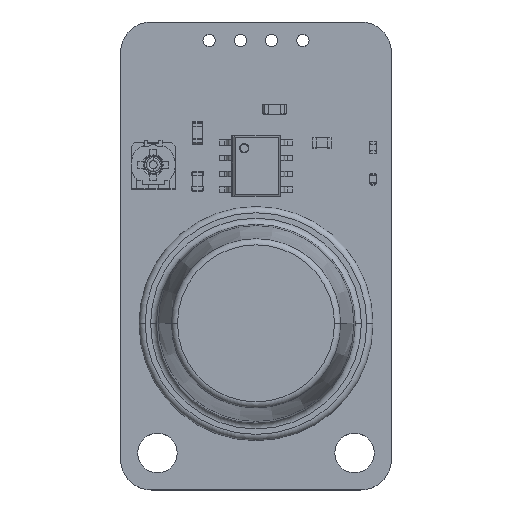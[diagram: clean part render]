
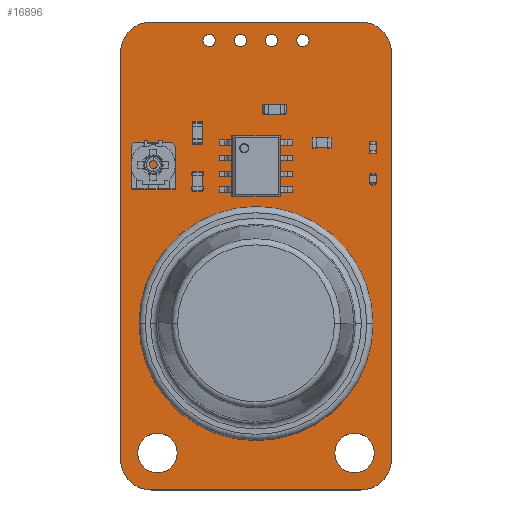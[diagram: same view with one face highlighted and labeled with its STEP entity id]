
A CAD part, top view. The second image highlights one B-rep face of the part: STEP entity #16896.
In plain terms, the highlighted planar face has unit normal (0, 0, 1).
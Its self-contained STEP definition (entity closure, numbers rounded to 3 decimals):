
#16615 = VERTEX_POINT('',#16616);
#16616 = CARTESIAN_POINT('',(19.5,38.,2.63));
#16622 = EDGE_CURVE('',#16615,#16623,#16625,.T.);
#16623 = VERTEX_POINT('',#16624);
#16624 = CARTESIAN_POINT('',(22.,35.5,2.63));
#16625 = CIRCLE('',#16626,2.5);
#16626 = AXIS2_PLACEMENT_3D('',#16627,#16628,#16629);
#16627 = CARTESIAN_POINT('',(19.5,35.5,2.63));
#16628 = DIRECTION('',(0.,0.,-1.));
#16629 = DIRECTION('',(0.,1.,0.));
#16657 = VERTEX_POINT('',#16658);
#16658 = CARTESIAN_POINT('',(2.5,38.,2.63));
#16664 = EDGE_CURVE('',#16657,#16615,#16665,.T.);
#16665 = LINE('',#16666,#16667);
#16666 = CARTESIAN_POINT('',(2.5,38.,2.63));
#16667 = VECTOR('',#16668,1.);
#16668 = DIRECTION('',(1.,0.,0.));
#16686 = EDGE_CURVE('',#16623,#16687,#16689,.T.);
#16687 = VERTEX_POINT('',#16688);
#16688 = CARTESIAN_POINT('',(22.,2.5,2.63));
#16689 = LINE('',#16690,#16691);
#16690 = CARTESIAN_POINT('',(22.,35.5,2.63));
#16691 = VECTOR('',#16692,1.);
#16692 = DIRECTION('',(0.,-1.,0.));
#16896 = ADVANCED_FACE('',(#16897,#16943,#16954,#16965,#16976,#16987,
    #16998,#17009,#17020,#17031,#17042,#17053,#17064),#17075,.T.);
#16897 = FACE_BOUND('',#16898,.T.);
#16898 = EDGE_LOOP('',(#16899,#16900,#16901,#16910,#16918,#16927,#16935,
    #16942));
#16899 = ORIENTED_EDGE('',*,*,#16622,.F.);
#16900 = ORIENTED_EDGE('',*,*,#16664,.F.);
#16901 = ORIENTED_EDGE('',*,*,#16902,.F.);
#16902 = EDGE_CURVE('',#16903,#16657,#16905,.T.);
#16903 = VERTEX_POINT('',#16904);
#16904 = CARTESIAN_POINT('',(0.,35.5,2.63));
#16905 = CIRCLE('',#16906,2.5);
#16906 = AXIS2_PLACEMENT_3D('',#16907,#16908,#16909);
#16907 = CARTESIAN_POINT('',(2.5,35.5,2.63));
#16908 = DIRECTION('',(0.,0.,-1.));
#16909 = DIRECTION('',(-1.,0.,-0.));
#16910 = ORIENTED_EDGE('',*,*,#16911,.F.);
#16911 = EDGE_CURVE('',#16912,#16903,#16914,.T.);
#16912 = VERTEX_POINT('',#16913);
#16913 = CARTESIAN_POINT('',(0.,2.5,2.63));
#16914 = LINE('',#16915,#16916);
#16915 = CARTESIAN_POINT('',(0.,2.5,2.63));
#16916 = VECTOR('',#16917,1.);
#16917 = DIRECTION('',(0.,1.,0.));
#16918 = ORIENTED_EDGE('',*,*,#16919,.F.);
#16919 = EDGE_CURVE('',#16920,#16912,#16922,.T.);
#16920 = VERTEX_POINT('',#16921);
#16921 = CARTESIAN_POINT('',(2.5,0.,2.63));
#16922 = CIRCLE('',#16923,2.5);
#16923 = AXIS2_PLACEMENT_3D('',#16924,#16925,#16926);
#16924 = CARTESIAN_POINT('',(2.5,2.5,2.63));
#16925 = DIRECTION('',(0.,0.,-1.));
#16926 = DIRECTION('',(0.,-1.,0.));
#16927 = ORIENTED_EDGE('',*,*,#16928,.F.);
#16928 = EDGE_CURVE('',#16929,#16920,#16931,.T.);
#16929 = VERTEX_POINT('',#16930);
#16930 = CARTESIAN_POINT('',(19.5,0.,2.63));
#16931 = LINE('',#16932,#16933);
#16932 = CARTESIAN_POINT('',(19.5,0.,2.63));
#16933 = VECTOR('',#16934,1.);
#16934 = DIRECTION('',(-1.,0.,0.));
#16935 = ORIENTED_EDGE('',*,*,#16936,.F.);
#16936 = EDGE_CURVE('',#16687,#16929,#16937,.T.);
#16937 = CIRCLE('',#16938,2.5);
#16938 = AXIS2_PLACEMENT_3D('',#16939,#16940,#16941);
#16939 = CARTESIAN_POINT('',(19.5,2.5,2.63));
#16940 = DIRECTION('',(0.,0.,-1.));
#16941 = DIRECTION('',(1.,0.,0.));
#16942 = ORIENTED_EDGE('',*,*,#16686,.F.);
#16943 = FACE_BOUND('',#16944,.T.);
#16944 = EDGE_LOOP('',(#16945));
#16945 = ORIENTED_EDGE('',*,*,#16946,.T.);
#16946 = EDGE_CURVE('',#16947,#16947,#16949,.T.);
#16947 = VERTEX_POINT('',#16948);
#16948 = CARTESIAN_POINT('',(3.,1.4,2.63));
#16949 = CIRCLE('',#16950,1.6);
#16950 = AXIS2_PLACEMENT_3D('',#16951,#16952,#16953);
#16951 = CARTESIAN_POINT('',(3.,3.,2.63));
#16952 = DIRECTION('',(-0.,0.,-1.));
#16953 = DIRECTION('',(-0.,-1.,0.));
#16954 = FACE_BOUND('',#16955,.T.);
#16955 = EDGE_LOOP('',(#16956));
#16956 = ORIENTED_EDGE('',*,*,#16957,.T.);
#16957 = EDGE_CURVE('',#16958,#16958,#16960,.T.);
#16958 = VERTEX_POINT('',#16959);
#16959 = CARTESIAN_POINT('',(7.641,9.541,2.63));
#16960 = CIRCLE('',#16961,0.6);
#16961 = AXIS2_PLACEMENT_3D('',#16962,#16963,#16964);
#16962 = CARTESIAN_POINT('',(7.641,10.141,2.63));
#16963 = DIRECTION('',(-0.,0.,-1.));
#16964 = DIRECTION('',(-0.,-1.,0.));
#16965 = FACE_BOUND('',#16966,.T.);
#16966 = EDGE_LOOP('',(#16967));
#16967 = ORIENTED_EDGE('',*,*,#16968,.T.);
#16968 = EDGE_CURVE('',#16969,#16969,#16971,.T.);
#16969 = VERTEX_POINT('',#16970);
#16970 = CARTESIAN_POINT('',(6.25,12.9,2.63));
#16971 = CIRCLE('',#16972,0.6);
#16972 = AXIS2_PLACEMENT_3D('',#16973,#16974,#16975);
#16973 = CARTESIAN_POINT('',(6.25,13.5,2.63));
#16974 = DIRECTION('',(-0.,0.,-1.));
#16975 = DIRECTION('',(-0.,-1.,0.));
#16976 = FACE_BOUND('',#16977,.T.);
#16977 = EDGE_LOOP('',(#16978));
#16978 = ORIENTED_EDGE('',*,*,#16979,.T.);
#16979 = EDGE_CURVE('',#16980,#16980,#16982,.T.);
#16980 = VERTEX_POINT('',#16981);
#16981 = CARTESIAN_POINT('',(7.641,16.259,2.63));
#16982 = CIRCLE('',#16983,0.6);
#16983 = AXIS2_PLACEMENT_3D('',#16984,#16985,#16986);
#16984 = CARTESIAN_POINT('',(7.641,16.859,2.63));
#16985 = DIRECTION('',(-0.,0.,-1.));
#16986 = DIRECTION('',(-0.,-1.,0.));
#16987 = FACE_BOUND('',#16988,.T.);
#16988 = EDGE_LOOP('',(#16989));
#16989 = ORIENTED_EDGE('',*,*,#16990,.T.);
#16990 = EDGE_CURVE('',#16991,#16991,#16993,.T.);
#16991 = VERTEX_POINT('',#16992);
#16992 = CARTESIAN_POINT('',(14.359,9.541,2.63));
#16993 = CIRCLE('',#16994,0.6);
#16994 = AXIS2_PLACEMENT_3D('',#16995,#16996,#16997);
#16995 = CARTESIAN_POINT('',(14.359,10.141,2.63));
#16996 = DIRECTION('',(-0.,0.,-1.));
#16997 = DIRECTION('',(-0.,-1.,0.));
#16998 = FACE_BOUND('',#16999,.T.);
#16999 = EDGE_LOOP('',(#17000));
#17000 = ORIENTED_EDGE('',*,*,#17001,.T.);
#17001 = EDGE_CURVE('',#17002,#17002,#17004,.T.);
#17002 = VERTEX_POINT('',#17003);
#17003 = CARTESIAN_POINT('',(19.,1.4,2.63));
#17004 = CIRCLE('',#17005,1.6);
#17005 = AXIS2_PLACEMENT_3D('',#17006,#17007,#17008);
#17006 = CARTESIAN_POINT('',(19.,3.,2.63));
#17007 = DIRECTION('',(-0.,0.,-1.));
#17008 = DIRECTION('',(-0.,-1.,0.));
#17009 = FACE_BOUND('',#17010,.T.);
#17010 = EDGE_LOOP('',(#17011));
#17011 = ORIENTED_EDGE('',*,*,#17012,.T.);
#17012 = EDGE_CURVE('',#17013,#17013,#17015,.T.);
#17013 = VERTEX_POINT('',#17014);
#17014 = CARTESIAN_POINT('',(15.75,12.9,2.63));
#17015 = CIRCLE('',#17016,0.6);
#17016 = AXIS2_PLACEMENT_3D('',#17017,#17018,#17019);
#17017 = CARTESIAN_POINT('',(15.75,13.5,2.63));
#17018 = DIRECTION('',(-0.,0.,-1.));
#17019 = DIRECTION('',(-0.,-1.,0.));
#17020 = FACE_BOUND('',#17021,.T.);
#17021 = EDGE_LOOP('',(#17022));
#17022 = ORIENTED_EDGE('',*,*,#17023,.T.);
#17023 = EDGE_CURVE('',#17024,#17024,#17026,.T.);
#17024 = VERTEX_POINT('',#17025);
#17025 = CARTESIAN_POINT('',(14.359,16.259,2.63));
#17026 = CIRCLE('',#17027,0.6);
#17027 = AXIS2_PLACEMENT_3D('',#17028,#17029,#17030);
#17028 = CARTESIAN_POINT('',(14.359,16.859,2.63));
#17029 = DIRECTION('',(-0.,0.,-1.));
#17030 = DIRECTION('',(-0.,-1.,0.));
#17031 = FACE_BOUND('',#17032,.T.);
#17032 = EDGE_LOOP('',(#17033));
#17033 = ORIENTED_EDGE('',*,*,#17034,.T.);
#17034 = EDGE_CURVE('',#17035,#17035,#17037,.T.);
#17035 = VERTEX_POINT('',#17036);
#17036 = CARTESIAN_POINT('',(7.19,36.,2.63));
#17037 = CIRCLE('',#17038,0.5);
#17038 = AXIS2_PLACEMENT_3D('',#17039,#17040,#17041);
#17039 = CARTESIAN_POINT('',(7.19,36.5,2.63));
#17040 = DIRECTION('',(-0.,0.,-1.));
#17041 = DIRECTION('',(-0.,-1.,0.));
#17042 = FACE_BOUND('',#17043,.T.);
#17043 = EDGE_LOOP('',(#17044));
#17044 = ORIENTED_EDGE('',*,*,#17045,.T.);
#17045 = EDGE_CURVE('',#17046,#17046,#17048,.T.);
#17046 = VERTEX_POINT('',#17047);
#17047 = CARTESIAN_POINT('',(9.73,36.,2.63));
#17048 = CIRCLE('',#17049,0.5);
#17049 = AXIS2_PLACEMENT_3D('',#17050,#17051,#17052);
#17050 = CARTESIAN_POINT('',(9.73,36.5,2.63));
#17051 = DIRECTION('',(-0.,0.,-1.));
#17052 = DIRECTION('',(-0.,-1.,0.));
#17053 = FACE_BOUND('',#17054,.T.);
#17054 = EDGE_LOOP('',(#17055));
#17055 = ORIENTED_EDGE('',*,*,#17056,.T.);
#17056 = EDGE_CURVE('',#17057,#17057,#17059,.T.);
#17057 = VERTEX_POINT('',#17058);
#17058 = CARTESIAN_POINT('',(12.27,36.,2.63));
#17059 = CIRCLE('',#17060,0.5);
#17060 = AXIS2_PLACEMENT_3D('',#17061,#17062,#17063);
#17061 = CARTESIAN_POINT('',(12.27,36.5,2.63));
#17062 = DIRECTION('',(-0.,0.,-1.));
#17063 = DIRECTION('',(-0.,-1.,0.));
#17064 = FACE_BOUND('',#17065,.T.);
#17065 = EDGE_LOOP('',(#17066));
#17066 = ORIENTED_EDGE('',*,*,#17067,.T.);
#17067 = EDGE_CURVE('',#17068,#17068,#17070,.T.);
#17068 = VERTEX_POINT('',#17069);
#17069 = CARTESIAN_POINT('',(14.81,36.,2.63));
#17070 = CIRCLE('',#17071,0.5);
#17071 = AXIS2_PLACEMENT_3D('',#17072,#17073,#17074);
#17072 = CARTESIAN_POINT('',(14.81,36.5,2.63));
#17073 = DIRECTION('',(-0.,0.,-1.));
#17074 = DIRECTION('',(-0.,-1.,0.));
#17075 = PLANE('',#17076);
#17076 = AXIS2_PLACEMENT_3D('',#17077,#17078,#17079);
#17077 = CARTESIAN_POINT('',(0.,0.,2.63));
#17078 = DIRECTION('',(0.,0.,1.));
#17079 = DIRECTION('',(1.,0.,-0.));
